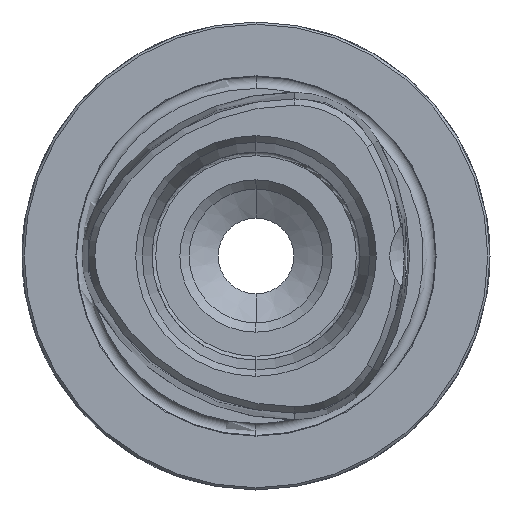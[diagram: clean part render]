
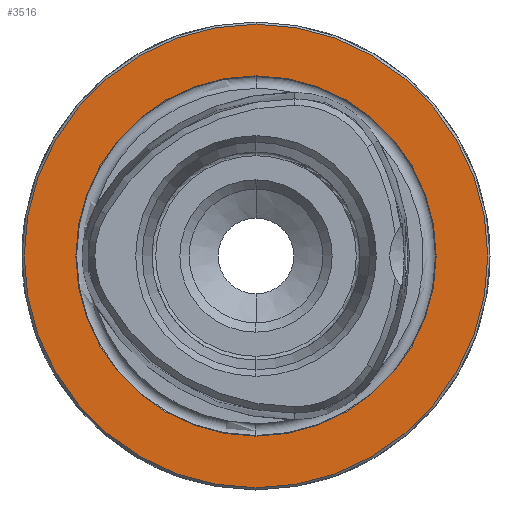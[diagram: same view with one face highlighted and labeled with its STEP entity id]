
A CAD part, left-side view. The second image highlights one B-rep face of the part: STEP entity #3516.
In plain terms, the highlighted planar face has unit normal (-1, 0, 0).
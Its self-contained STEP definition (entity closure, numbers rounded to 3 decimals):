
#241 = EDGE_CURVE ( 'NONE', #1650, #4713, #3158, .T. ) ;
#474 = CARTESIAN_POINT ( 'NONE',  ( 0., 0., 24.25 ) ) ;
#641 = DIRECTION ( 'NONE',  ( 0., 0., -1. ) ) ;
#796 = CARTESIAN_POINT ( 'NONE',  ( 0., 0., 0. ) ) ;
#813 = EDGE_CURVE ( 'NONE', #1193, #3249, #4026, .T. ) ;
#829 = CIRCLE ( 'NONE', #4201, 24.25 ) ;
#876 = EDGE_LOOP ( 'NONE', ( #4166, #4010 ) ) ;
#1166 = CIRCLE ( 'NONE', #2033, 31.2 ) ;
#1193 = VERTEX_POINT ( 'NONE', #474 ) ;
#1272 = AXIS2_PLACEMENT_3D ( 'NONE', #4213, #2303, #3477 ) ;
#1317 = CARTESIAN_POINT ( 'NONE',  ( 0., 0., -24.25 ) ) ;
#1318 = FACE_BOUND ( 'NONE', #876, .T. ) ;
#1436 = FACE_OUTER_BOUND ( 'NONE', #2384, .T. ) ;
#1526 = DIRECTION ( 'NONE',  ( -1., 0., 0. ) ) ;
#1650 = VERTEX_POINT ( 'NONE', #2719 ) ;
#1701 = CARTESIAN_POINT ( 'NONE',  ( 0., 0., 0. ) ) ;
#1742 = CARTESIAN_POINT ( 'NONE',  ( 0., 24.25, 0. ) ) ;
#1752 = DIRECTION ( 'NONE',  ( -1., 0., 0. ) ) ;
#2031 = ORIENTED_EDGE ( 'NONE', *, *, #241, .T. ) ;
#2033 = AXIS2_PLACEMENT_3D ( 'NONE', #796, #1526, #4521 ) ;
#2303 = DIRECTION ( 'NONE',  ( -1., 0., 0. ) ) ;
#2318 = AXIS2_PLACEMENT_3D ( 'NONE', #1742, #2956, #641 ) ;
#2384 = EDGE_LOOP ( 'NONE', ( #2031, #3607 ) ) ;
#2719 = CARTESIAN_POINT ( 'NONE',  ( 0., 0., -31.2 ) ) ;
#2926 = EDGE_CURVE ( 'NONE', #3249, #1193, #829, .T. ) ;
#2956 = DIRECTION ( 'NONE',  ( 1., 0., 0. ) ) ;
#3158 = CIRCLE ( 'NONE', #1272, 31.2 ) ;
#3249 = VERTEX_POINT ( 'NONE', #1317 ) ;
#3310 = PLANE ( 'NONE',  #2318 ) ;
#3477 = DIRECTION ( 'NONE',  ( 0., 0., 1. ) ) ;
#3516 = ADVANCED_FACE ( 'NONE', ( #1318, #1436 ), #3310, .F. ) ;
#3607 = ORIENTED_EDGE ( 'NONE', *, *, #4390, .T. ) ;
#3621 = CARTESIAN_POINT ( 'NONE',  ( 0., 0., 0. ) ) ;
#3790 = AXIS2_PLACEMENT_3D ( 'NONE', #1701, #4688, #4325 ) ;
#4010 = ORIENTED_EDGE ( 'NONE', *, *, #2926, .F. ) ;
#4026 = CIRCLE ( 'NONE', #3790, 24.25 ) ;
#4166 = ORIENTED_EDGE ( 'NONE', *, *, #813, .F. ) ;
#4201 = AXIS2_PLACEMENT_3D ( 'NONE', #3621, #1752, #4714 ) ;
#4213 = CARTESIAN_POINT ( 'NONE',  ( 0., 0., 0. ) ) ;
#4302 = CARTESIAN_POINT ( 'NONE',  ( 0., 0., 31.2 ) ) ;
#4325 = DIRECTION ( 'NONE',  ( 0., 0., 1. ) ) ;
#4390 = EDGE_CURVE ( 'NONE', #4713, #1650, #1166, .T. ) ;
#4521 = DIRECTION ( 'NONE',  ( 0., 0., 1. ) ) ;
#4688 = DIRECTION ( 'NONE',  ( -1., 0., 0. ) ) ;
#4713 = VERTEX_POINT ( 'NONE', #4302 ) ;
#4714 = DIRECTION ( 'NONE',  ( 0., 0., 1. ) ) ;
